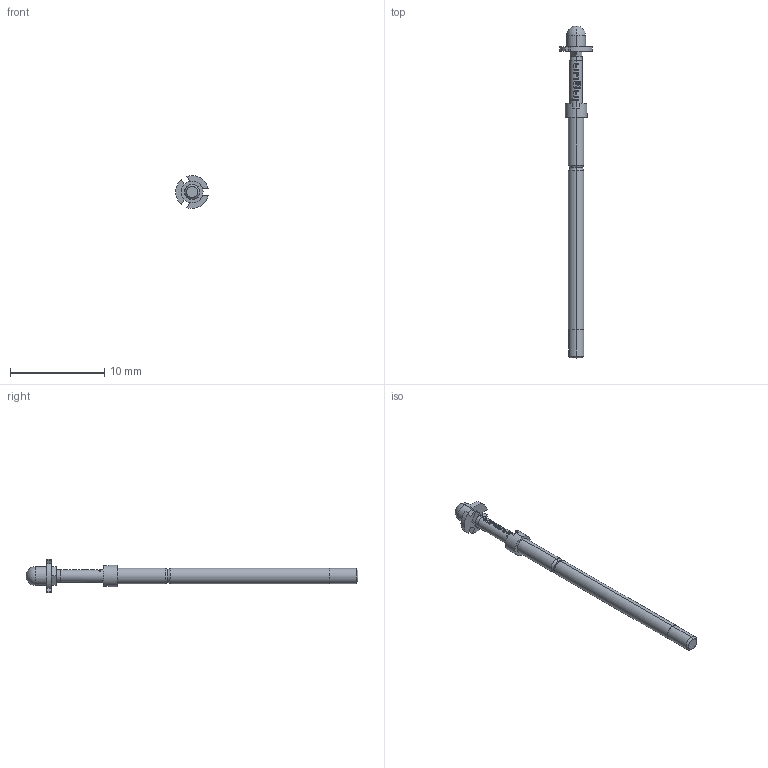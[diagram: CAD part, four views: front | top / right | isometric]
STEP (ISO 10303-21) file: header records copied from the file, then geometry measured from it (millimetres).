
FILE_DESCRIPTION (( 'STEP AP203' ), '1' );
FILE_NAME ('INGUN_T-912_305_200_220_350Axx02M.STEP', '2023-09-04T05:37:16', ( '' ), ( '' ), 'SwSTEP 2.0', 'SolidWorks 2021', '' );
FILE_SCHEMA (( 'CONFIG_CONTROL_DESIGN' ));
Length unit declared in the file: millimetre
Products named in the file (1): INGUN_T-912_305_200_220_350Axx02M
Bounding box: 3.46 x 35.2 x 3.5 mm (x, y, z)
Volume: 77.1 mm3; surface area: 206.9 mm2
Topology: 1 solids, 1 shells, 131 faces, 361 edges, 235 vertices
Faces by surface type: bspline 61, plane 31, cylinder 29, torus 4, cone 4, sphere 2
Entity records: 5366 total; most frequent: CARTESIAN_POINT 2509, ORIENTED_EDGE 714, EDGE_CURVE 357, DIRECTION 357, VERTEX_POINT 233, B_SPLINE_CURVE_WITH_KNOTS 204, EDGE_LOOP 136, AXIS2_PLACEMENT_3D 133
